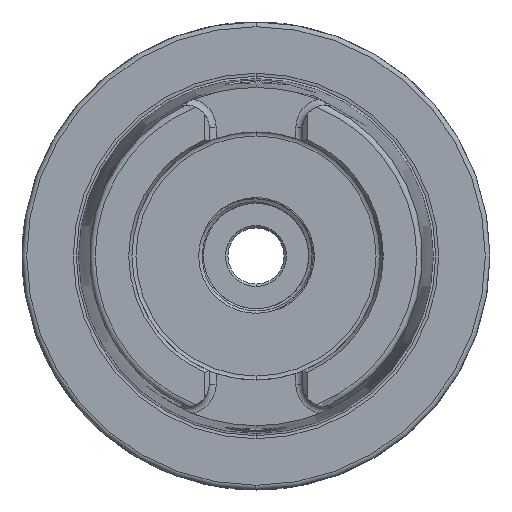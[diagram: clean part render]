
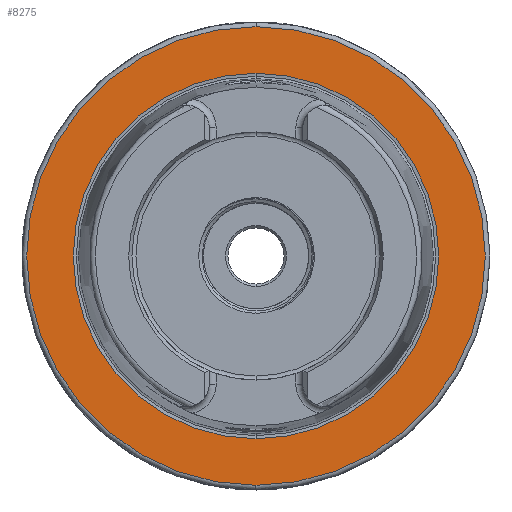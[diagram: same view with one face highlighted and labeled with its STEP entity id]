
A CAD part, left-side view. The second image highlights one B-rep face of the part: STEP entity #8275.
In plain terms, the highlighted planar face has unit normal (-1, 0, 0).
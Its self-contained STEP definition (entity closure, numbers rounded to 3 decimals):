
#3620 = ORIENTED_EDGE ( 'NONE', *, *, #11334, .T. ) ;
#3621 = ORIENTED_EDGE ( 'NONE', *, *, #21984, .T. ) ;
#3624 = ORIENTED_EDGE ( 'NONE', *, *, #21985, .T. ) ;
#3625 = ORIENTED_EDGE ( 'NONE', *, *, #27251, .T. ) ;
#6691 = CARTESIAN_POINT ( 'NONE',  ( 0., 0., 39.054 ) ) ;
#6698 = CARTESIAN_POINT ( 'NONE',  ( 0., 0., -39.054 ) ) ;
#6716 = CARTESIAN_POINT ( 'NONE',  ( 0., 0., 49. ) ) ;
#6717 = CARTESIAN_POINT ( 'NONE',  ( 0., 0., -49. ) ) ;
#7186 = CARTESIAN_POINT ( 'NONE',  ( 0., 0., 0. ) ) ;
#7187 = DIRECTION ( 'NONE',  ( 1., 0., 0. ) ) ;
#7188 = DIRECTION ( 'NONE',  ( 0., 0., -1. ) ) ;
#8060 = FACE_OUTER_BOUND ( 'NONE', #8995, .T. ) ;
#8066 = FACE_BOUND ( 'NONE', #9019, .T. ) ;
#8068 = AXIS2_PLACEMENT_3D ( 'NONE', #24476, #24477, #24478 ) ;
#8087 = AXIS2_PLACEMENT_3D ( 'NONE', #24870, #24877, #24878 ) ;
#8275 = ADVANCED_FACE ( 'NONE', ( #8060, #8066 ), #24475, .T. ) ;
#8995 = EDGE_LOOP ( 'NONE', ( #3620, #3621 ) ) ;
#9019 = EDGE_LOOP ( 'NONE', ( #3625, #3624 ) ) ;
#11334 = EDGE_CURVE ( 'NONE', #27835, #27836, #27956, .T. ) ;
#14528 = CARTESIAN_POINT ( 'NONE',  ( 0., 0., 0. ) ) ;
#14529 = DIRECTION ( 'NONE',  ( -1., 0., 0. ) ) ;
#14530 = DIRECTION ( 'NONE',  ( 0., 0., 1. ) ) ;
#14531 = CARTESIAN_POINT ( 'NONE',  ( 0., 0., 0. ) ) ;
#14532 = DIRECTION ( 'NONE',  ( 1., 0., 0. ) ) ;
#14533 = DIRECTION ( 'NONE',  ( 0., 0., -1. ) ) ;
#18853 = AXIS2_PLACEMENT_3D ( 'NONE', #14531, #14532, #14533 ) ;
#18857 = AXIS2_PLACEMENT_3D ( 'NONE', #14528, #14529, #14530 ) ;
#19354 = CIRCLE ( 'NONE', #18857, 49. ) ;
#19355 = CIRCLE ( 'NONE', #18853, 39.054 ) ;
#19439 = CIRCLE ( 'NONE', #27860, 39.054 ) ;
#21984 = EDGE_CURVE ( 'NONE', #27836, #27835, #19354, .T. ) ;
#21985 = EDGE_CURVE ( 'NONE', #27808, #27800, #19355, .T. ) ;
#24475 = PLANE ( 'NONE',  #8068 ) ;
#24476 = CARTESIAN_POINT ( 'NONE',  ( 0., 39.054, 0. ) ) ;
#24477 = DIRECTION ( 'NONE',  ( -1., 0., 0. ) ) ;
#24478 = DIRECTION ( 'NONE',  ( 0., 0., 1. ) ) ;
#24870 = CARTESIAN_POINT ( 'NONE',  ( 0., 0., 0. ) ) ;
#24877 = DIRECTION ( 'NONE',  ( -1., 0., 0. ) ) ;
#24878 = DIRECTION ( 'NONE',  ( 0., 0., 1. ) ) ;
#27251 = EDGE_CURVE ( 'NONE', #27800, #27808, #19439, .T. ) ;
#27800 = VERTEX_POINT ( 'NONE', #6691 ) ;
#27808 = VERTEX_POINT ( 'NONE', #6698 ) ;
#27835 = VERTEX_POINT ( 'NONE', #6716 ) ;
#27836 = VERTEX_POINT ( 'NONE', #6717 ) ;
#27860 = AXIS2_PLACEMENT_3D ( 'NONE', #7186, #7187, #7188 ) ;
#27956 = CIRCLE ( 'NONE', #8087, 49. ) ;
